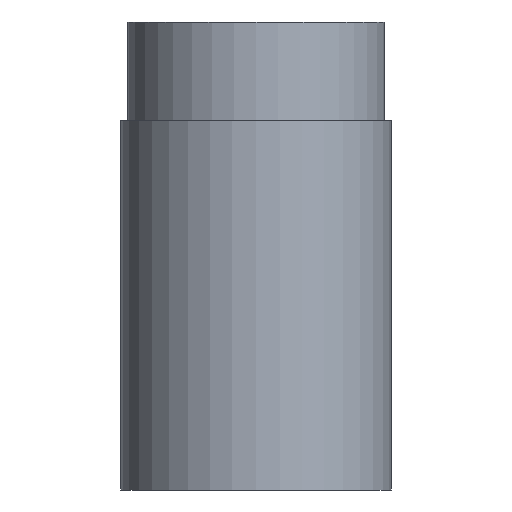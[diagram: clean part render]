
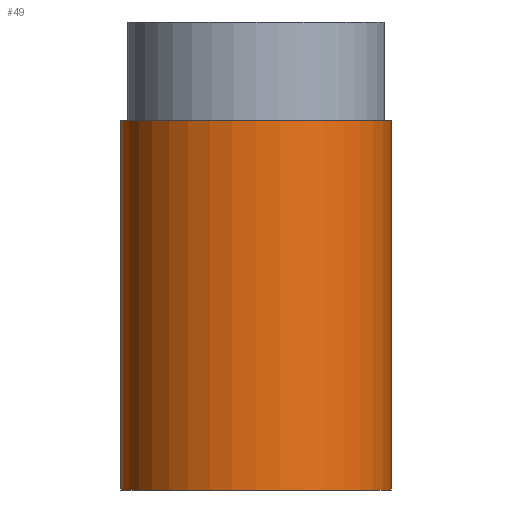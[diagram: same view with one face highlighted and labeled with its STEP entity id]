
A CAD part, front view. The second image highlights one B-rep face of the part: STEP entity #49.
In plain terms, the highlighted cylindrical face has radius 17.462 mm (diameter 34.925 mm), a partial arc.
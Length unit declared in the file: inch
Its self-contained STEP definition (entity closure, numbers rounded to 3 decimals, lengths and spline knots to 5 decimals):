
#2 = VECTOR ( 'NONE', #22, 39.37008 ) ;
#5 = DIRECTION ( 'NONE',  ( 0., 0., 1. ) ) ;
#22 = DIRECTION ( 'NONE',  ( 0., 0., -1. ) ) ;
#35 = EDGE_LOOP ( 'NONE', ( #139, #69, #271, #53 ) ) ;
#38 = CIRCLE ( 'NONE', #194, 0.6875 ) ;
#46 = LINE ( 'NONE', #50, #2 ) ;
#49 = ADVANCED_FACE ( 'NONE', ( #196 ), #295, .T. ) ;
#50 = CARTESIAN_POINT ( 'NONE',  ( -0.6875, 0., 1.875 ) ) ;
#51 = CIRCLE ( 'NONE', #285, 0.6875 ) ;
#53 = ORIENTED_EDGE ( 'NONE', *, *, #168, .T. ) ;
#65 = VERTEX_POINT ( 'NONE', #172 ) ;
#69 = ORIENTED_EDGE ( 'NONE', *, *, #106, .F. ) ;
#74 = CARTESIAN_POINT ( 'NONE',  ( 0., 0., 0. ) ) ;
#81 = VERTEX_POINT ( 'NONE', #175 ) ;
#92 = DIRECTION ( 'NONE',  ( -1., 0., 0. ) ) ;
#106 = EDGE_CURVE ( 'NONE', #81, #221, #51, .T. ) ;
#135 = CARTESIAN_POINT ( 'NONE',  ( 0.6875, 0., 1.875 ) ) ;
#139 = ORIENTED_EDGE ( 'NONE', *, *, #329, .F. ) ;
#140 = DIRECTION ( 'NONE',  ( 0., 0., -1. ) ) ;
#146 = DIRECTION ( 'NONE',  ( 0., 0., 1. ) ) ;
#168 = EDGE_CURVE ( 'NONE', #65, #203, #38, .T. ) ;
#172 = CARTESIAN_POINT ( 'NONE',  ( -0.6875, 0., 0. ) ) ;
#175 = CARTESIAN_POINT ( 'NONE',  ( -0.6875, 0., 1.875 ) ) ;
#186 = EDGE_CURVE ( 'NONE', #81, #65, #46, .T. ) ;
#194 = AXIS2_PLACEMENT_3D ( 'NONE', #74, #146, #282 ) ;
#196 = FACE_OUTER_BOUND ( 'NONE', #35, .T. ) ;
#203 = VERTEX_POINT ( 'NONE', #255 ) ;
#220 = LINE ( 'NONE', #135, #286 ) ;
#221 = VERTEX_POINT ( 'NONE', #305 ) ;
#241 = CARTESIAN_POINT ( 'NONE',  ( 0., 0., 1.875 ) ) ;
#255 = CARTESIAN_POINT ( 'NONE',  ( 0.6875, 0., 0. ) ) ;
#259 = AXIS2_PLACEMENT_3D ( 'NONE', #323, #316, #92 ) ;
#271 = ORIENTED_EDGE ( 'NONE', *, *, #186, .T. ) ;
#282 = DIRECTION ( 'NONE',  ( 1., 0., 0. ) ) ;
#285 = AXIS2_PLACEMENT_3D ( 'NONE', #241, #5, #330 ) ;
#286 = VECTOR ( 'NONE', #140, 39.37008 ) ;
#295 = CYLINDRICAL_SURFACE ( 'NONE', #259, 0.6875 ) ;
#305 = CARTESIAN_POINT ( 'NONE',  ( 0.6875, 0., 1.875 ) ) ;
#316 = DIRECTION ( 'NONE',  ( 0., 0., -1. ) ) ;
#323 = CARTESIAN_POINT ( 'NONE',  ( 0., 0., 1.875 ) ) ;
#329 = EDGE_CURVE ( 'NONE', #221, #203, #220, .T. ) ;
#330 = DIRECTION ( 'NONE',  ( 1., 0., 0. ) ) ;
